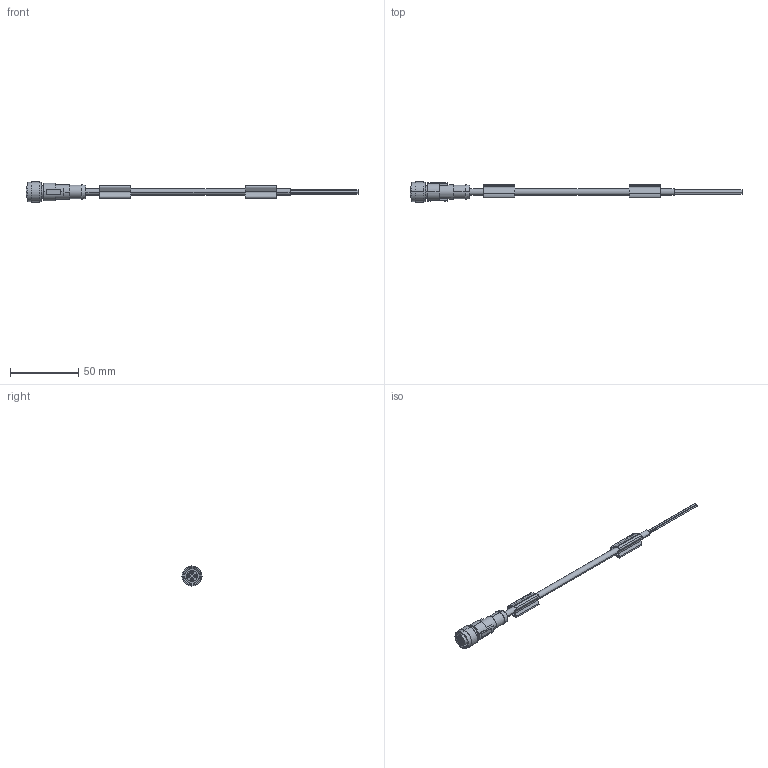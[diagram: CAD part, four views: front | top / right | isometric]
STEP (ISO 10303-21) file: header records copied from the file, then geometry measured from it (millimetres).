
FILE_DESCRIPTION(('SolidDesigner STEP Export'),'2;1');
FILE_NAME('1694839.stp','2010-01-27T 8:14:02',(''),(''),'CoCreate Modeling STEP processor for AP214 (Solid Model)','CoCreate Modeling 16.00A 16-Aug-2008 (C) Parametric Technology GmbH','');
FILE_SCHEMA(('AUTOMOTIVE_DESIGN { 1 0 10303 214 1 1 1 1 }'));
Length unit declared in the file: millimetre
Products named in the file (2): 1694839
Assembly tree (1 placements, depth 2):
  1694839
    1694839
Bounding box: 243.9 x 14.7 x 14.7 mm (x, y, z)
Volume: 8353.7 mm3; surface area: 8658.3 mm2
Topology: 1 solids, 1 shells, 260 faces, 710 edges, 469 vertices
Faces by surface type: cylinder 126, plane 82, cone 34, extrusion 18
Entity records: 11036 total; most frequent: CARTESIAN_POINT 3027, ORIENTED_EDGE 1420, DIRECTION 1073, EDGE_CURVE 710, VERTEX_POINT 469, AXIS2_PLACEMENT_3D 366, VECTOR 341, LINE 323
